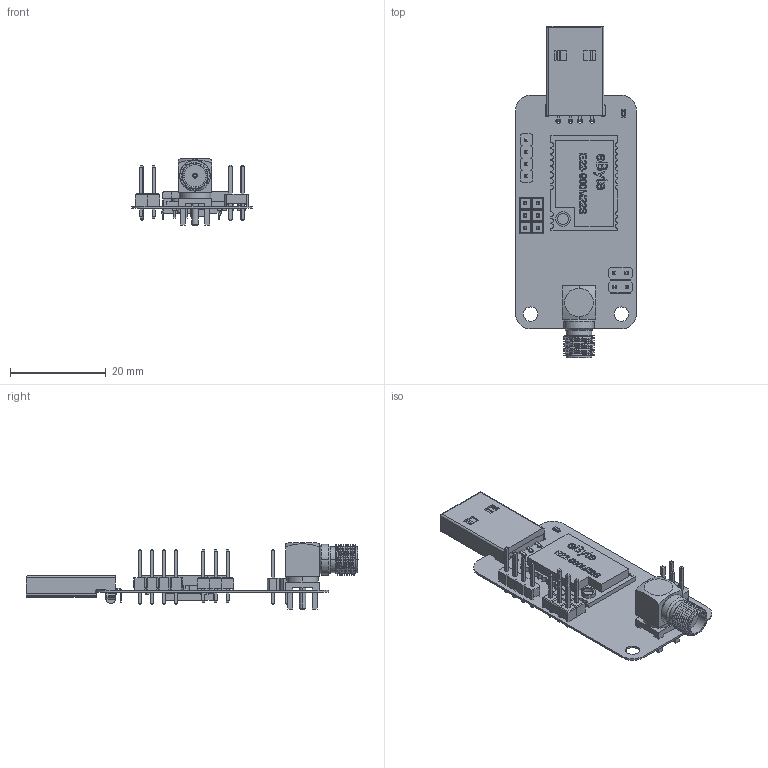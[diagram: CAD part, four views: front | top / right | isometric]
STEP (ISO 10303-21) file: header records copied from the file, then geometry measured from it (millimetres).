
FILE_DESCRIPTION(('Open CASCADE Model'),'2;1');
FILE_NAME('Open CASCADE Shape Model','2023-02-02T11:46:48',('Author'),( 'Open CASCADE'),'Open CASCADE STEP processor 7.5','Open CASCADE 7.5' ,'Unknown');
FILE_SCHEMA(('AUTOMOTIVE_DESIGN { 1 0 10303 214 1 1 1 1 }'));
Length unit declared in the file: millimetre
Products named in the file (41): PCB; Board; Open CASCADE STEP translator 7.5 1.1.1; CN6; User Library-Pin Bar 2X1 2_54mm 11_5mm length; CN5; CN3; User Library-Header3x2_100_TH; User Library-Header1x2; User Library-Header1x2_Header1_1; C1; SW3DPS-RESISTOR 0603-DEFAULT; C2; C6; C7; C8; CN1; a-usb_a-lp-c; CN2; User Library-901-143-6RFX; CN4; 65781; L1; User Library-LED_0603_R; User Library-LED_0603_R_Pocket002; User Library-LED_0603_R_Pad004; User Library-LED_0603_R_Fillet; User Library-LED_0603_R_Pocket001; User Library-LED_0603_R_Pad; R5; U1; 7378395312; Extruded; U3; E22-900M22S v2
Assembly tree (51 placements, depth 5):
  PCB
    Board
      Open CASCADE STEP translator 7.5 1.1.1
    CN6
      User Library-Pin Bar 2X1 2_54mm 11_5mm length
    CN5
      User Library-Pin Bar 2X1 2_54mm 11_5mm length
    CN3
      User Library-Header3x2_100_TH
        User Library-Header1x2
          User Library-Header1x2_Header1_1  x2
        User Library-Header1x2
          User Library-Header1x2_Header1_1  x2
        User Library-Header1x2
          User Library-Header1x2_Header1_1  x2
    C1
      SW3DPS-RESISTOR 0603-DEFAULT
    C2
      SW3DPS-RESISTOR 0603-DEFAULT
    C6
      SW3DPS-RESISTOR 0603-DEFAULT
    C7
      SW3DPS-RESISTOR 0603-DEFAULT
    C8
      SW3DPS-RESISTOR 0603-DEFAULT
    CN1
      a-usb_a-lp-c
    CN2
      User Library-901-143-6RFX
    CN4
      65781
      65781
      65781
      65781
      65781
    L1
      User Library-LED_0603_R
        User Library-LED_0603_R_Pocket002
        User Library-LED_0603_R_Pad004
        User Library-LED_0603_R_Fillet
        User Library-LED_0603_R_Pocket001
        User Library-LED_0603_R_Pad
    R5
      SW3DPS-RESISTOR 0603-DEFAULT
    U1
      7378395312
        Extruded
    U3
      E22-900M22S v2
Bounding box: 25.2 x 69.4 x 13.8 mm (x, y, z)
Volume: 2715.8 mm3; surface area: 6120.5 mm2
Topology: 28 solids, 29 shells, 1328 faces, 3425 edges, 2232 vertices
Faces by surface type: plane 877, bspline 255, cylinder 174, cone 16, torus 4, sphere 2
Full cylindrical faces by diameter (mm): 0.9 x6, 1 x4, 1.016 x4, 1.2 x7, 1.22 x4, 2.337 x1, 3 x3
Entity records: 42143 total; most frequent: CARTESIAN_POINT 10994, ORIENTED_EDGE 5536, DIRECTION 4240, EDGE_CURVE 2769, LINE 1838, VECTOR 1838, VERTEX_POINT 1820, AXIS2_PLACEMENT_3D 1201
